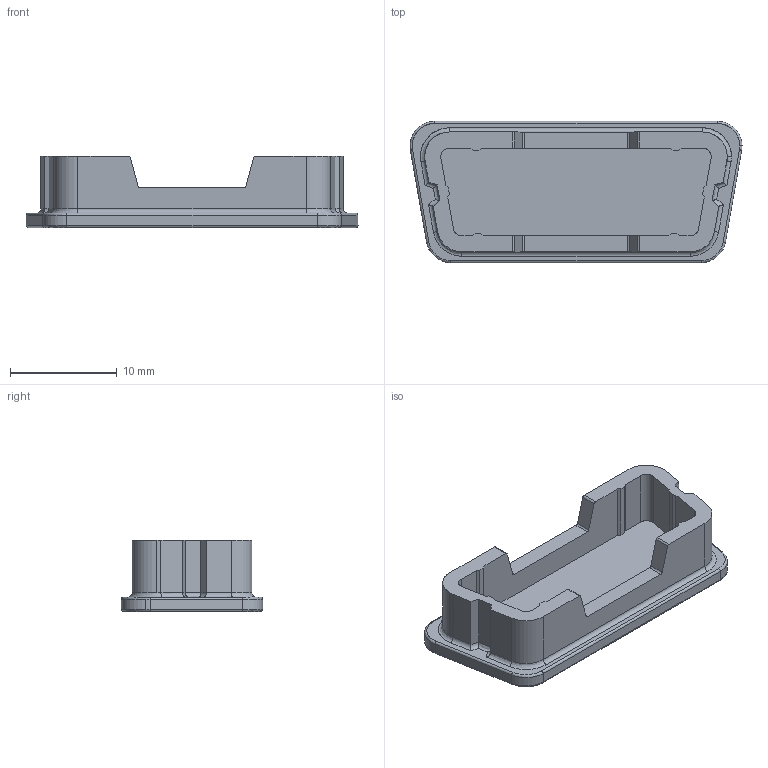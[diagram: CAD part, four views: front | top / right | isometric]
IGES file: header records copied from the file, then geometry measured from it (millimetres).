
Start section: SolidWorks IGES file using analytic representation for surfaces
Global section: file name: Will'KDSX-CAP-15S_rA2.IGS; native system: SolidWorks 2012; preprocessor: SolidWorks 2012; author: William; date: 130329.111535; units: millimetre
Bounding box: 31.03 x 13.21 x 6.65 mm (x, y, z)
Surface area: 1490.3 mm2 (no closed solid volume)
Topology: 0 solids, 0 shells, 118 faces, 860 edges, 860 vertices
Faces by surface type: bspline 75, revolution 43
